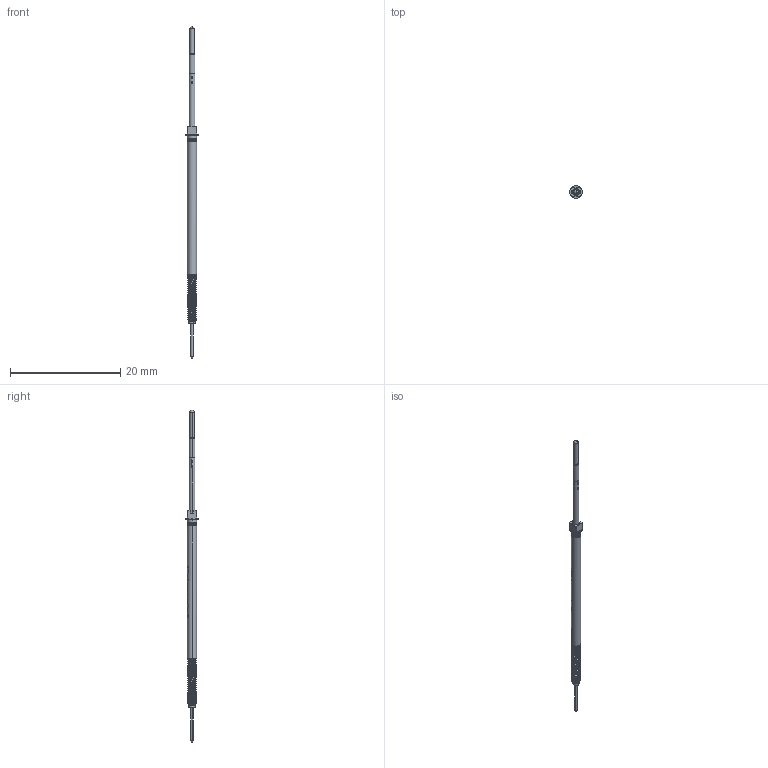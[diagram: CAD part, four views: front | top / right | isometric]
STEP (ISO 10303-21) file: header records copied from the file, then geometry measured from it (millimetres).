
FILE_DESCRIPTION (( 'STEP AP214' ), '1' );
FILE_NAME ('MOD-1017936-F37511B080G200E20.STEP', '2023-03-02T09:57:35', ( '' ), ( '' ), 'SwSTEP 2.0', 'SolidWorks 2020', '' );
FILE_SCHEMA (( 'AUTOMOTIVE_DESIGN' ));
Length unit declared in the file: millimetre
Products named in the file (1): MOD-1017936-F37511B080G200E20
Bounding box: 2.3 x 2.3 x 60.2 mm (x, y, z)
Volume: 84.3 mm3; surface area: 489.3 mm2
Topology: 1 solids, 1 shells, 344 faces, 938 edges, 599 vertices
Faces by surface type: cylinder 138, plane 82, bspline 65, torus 38, cone 19, sphere 2
Entity records: 18177 total; most frequent: CARTESIAN_POINT 10523, ORIENTED_EDGE 1840, DIRECTION 1248, EDGE_CURVE 920, VERTEX_POINT 599, AXIS2_PLACEMENT_3D 479, EDGE_LOOP 365, FACE_OUTER_BOUND 344
